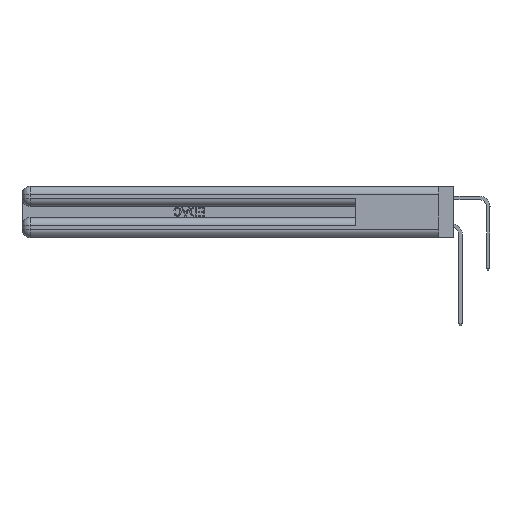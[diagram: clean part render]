
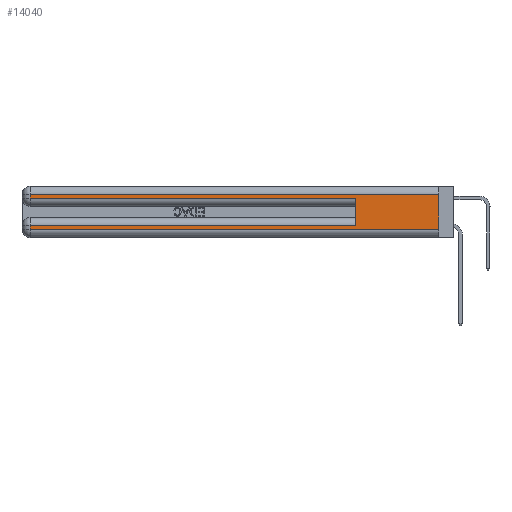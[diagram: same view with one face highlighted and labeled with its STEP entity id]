
A CAD part, left-side view. The second image highlights one B-rep face of the part: STEP entity #14040.
In plain terms, the highlighted planar face has unit normal (-1, 0, 0).
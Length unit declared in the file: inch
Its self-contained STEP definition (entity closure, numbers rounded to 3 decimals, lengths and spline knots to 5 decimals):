
#1334 = EDGE_CURVE ( 'NONE', #24315, #6940, #23640, .T. ) ;
#2481 = CARTESIAN_POINT ( 'NONE',  ( 0., 0., 0.37 ) ) ;
#2986 = CARTESIAN_POINT ( 'NONE',  ( 0., 0., 0.06 ) ) ;
#3547 = CARTESIAN_POINT ( 'NONE',  ( 0., 0., 0.37 ) ) ;
#3787 = VECTOR ( 'NONE', #27783, 39.37008 ) ;
#5214 = CARTESIAN_POINT ( 'NONE',  ( 0., 2.94, 0.37 ) ) ;
#5423 = DIRECTION ( 'NONE',  ( 1., 0., 0. ) ) ;
#6433 = ORIENTED_EDGE ( 'NONE', *, *, #12112, .F. ) ;
#6940 = VERTEX_POINT ( 'NONE', #27982 ) ;
#6960 = CARTESIAN_POINT ( 'NONE',  ( 0., 0.6, 0.145 ) ) ;
#7021 = VERTEX_POINT ( 'NONE', #36715 ) ;
#7165 = EDGE_CURVE ( 'NONE', #24315, #19144, #8244, .T. ) ;
#7687 = ORIENTED_EDGE ( 'NONE', *, *, #39661, .T. ) ;
#7885 = VERTEX_POINT ( 'NONE', #20998 ) ;
#8244 = LINE ( 'NONE', #14974, #20364 ) ;
#8257 = DIRECTION ( 'NONE',  ( 0., -1., 0. ) ) ;
#8927 = DIRECTION ( 'NONE',  ( 0., 0., -1. ) ) ;
#9315 = LINE ( 'NONE', #5214, #3787 ) ;
#9416 = DIRECTION ( 'NONE',  ( 0., -1., 0. ) ) ;
#9970 = DIRECTION ( 'NONE',  ( 0., 0., -1. ) ) ;
#10159 = LINE ( 'NONE', #3547, #27348 ) ;
#10308 = ORIENTED_EDGE ( 'NONE', *, *, #27476, .T. ) ;
#11824 = VERTEX_POINT ( 'NONE', #36129 ) ;
#12044 = EDGE_CURVE ( 'NONE', #7021, #39133, #25373, .T. ) ;
#12112 = EDGE_CURVE ( 'NONE', #7021, #11824, #10159, .T. ) ;
#12185 = CARTESIAN_POINT ( 'NONE',  ( 0., 2.94, 0.085 ) ) ;
#14040 = ADVANCED_FACE ( 'NONE', ( #22678 ), #21513, .F. ) ;
#14538 = VECTOR ( 'NONE', #8257, 39.37008 ) ;
#14974 = CARTESIAN_POINT ( 'NONE',  ( 0., 0., 0.085 ) ) ;
#15737 = EDGE_LOOP ( 'NONE', ( #6433, #27336, #10308, #7687, #28883, #18347, #18627, #19417 ) ) ;
#16557 = DIRECTION ( 'NONE',  ( 0., 0., 1. ) ) ;
#16579 = LINE ( 'NONE', #2986, #38877 ) ;
#18008 = CARTESIAN_POINT ( 'NONE',  ( 0., 0., 0.285 ) ) ;
#18234 = DIRECTION ( 'NONE',  ( 0., 1., 0. ) ) ;
#18347 = ORIENTED_EDGE ( 'NONE', *, *, #7165, .T. ) ;
#18627 = ORIENTED_EDGE ( 'NONE', *, *, #30551, .T. ) ;
#19144 = VERTEX_POINT ( 'NONE', #12185 ) ;
#19417 = ORIENTED_EDGE ( 'NONE', *, *, #39266, .T. ) ;
#19866 = DIRECTION ( 'NONE',  ( 0., 0., -1. ) ) ;
#20364 = VECTOR ( 'NONE', #18234, 39.37008 ) ;
#20998 = CARTESIAN_POINT ( 'NONE',  ( 0., 2.94, 0.285 ) ) ;
#21513 = PLANE ( 'NONE',  #41559 ) ;
#21584 = VECTOR ( 'NONE', #9970, 39.37008 ) ;
#22182 = VECTOR ( 'NONE', #16557, 39.37008 ) ;
#22678 = FACE_OUTER_BOUND ( 'NONE', #15737, .T. ) ;
#23056 = LINE ( 'NONE', #28933, #21584 ) ;
#23283 = DIRECTION ( 'NONE',  ( 0., 1., 0. ) ) ;
#23381 = CARTESIAN_POINT ( 'NONE',  ( 0., 2.94, 0.06 ) ) ;
#23640 = LINE ( 'NONE', #6960, #22182 ) ;
#24315 = VERTEX_POINT ( 'NONE', #24383 ) ;
#24383 = CARTESIAN_POINT ( 'NONE',  ( 0., 0.6, 0.085 ) ) ;
#24803 = VERTEX_POINT ( 'NONE', #23381 ) ;
#25148 = LINE ( 'NONE', #18008, #14538 ) ;
#25373 = LINE ( 'NONE', #33193, #27390 ) ;
#27336 = ORIENTED_EDGE ( 'NONE', *, *, #12044, .T. ) ;
#27348 = VECTOR ( 'NONE', #19866, 39.37008 ) ;
#27390 = VECTOR ( 'NONE', #23283, 39.37008 ) ;
#27476 = EDGE_CURVE ( 'NONE', #39133, #7885, #23056, .T. ) ;
#27783 = DIRECTION ( 'NONE',  ( 0., 0., -1. ) ) ;
#27982 = CARTESIAN_POINT ( 'NONE',  ( 0., 0.6, 0.285 ) ) ;
#28883 = ORIENTED_EDGE ( 'NONE', *, *, #1334, .F. ) ;
#28933 = CARTESIAN_POINT ( 'NONE',  ( 0., 2.94, 0.37 ) ) ;
#30551 = EDGE_CURVE ( 'NONE', #19144, #24803, #9315, .T. ) ;
#33193 = CARTESIAN_POINT ( 'NONE',  ( 0., 0., 0.31 ) ) ;
#36129 = CARTESIAN_POINT ( 'NONE',  ( 0., 0., 0.06 ) ) ;
#36715 = CARTESIAN_POINT ( 'NONE',  ( 0., 0., 0.31 ) ) ;
#38877 = VECTOR ( 'NONE', #9416, 39.37008 ) ;
#39133 = VERTEX_POINT ( 'NONE', #41013 ) ;
#39266 = EDGE_CURVE ( 'NONE', #24803, #11824, #16579, .T. ) ;
#39661 = EDGE_CURVE ( 'NONE', #7885, #6940, #25148, .T. ) ;
#41013 = CARTESIAN_POINT ( 'NONE',  ( 0., 2.94, 0.31 ) ) ;
#41559 = AXIS2_PLACEMENT_3D ( 'NONE', #2481, #5423, #8927 ) ;
